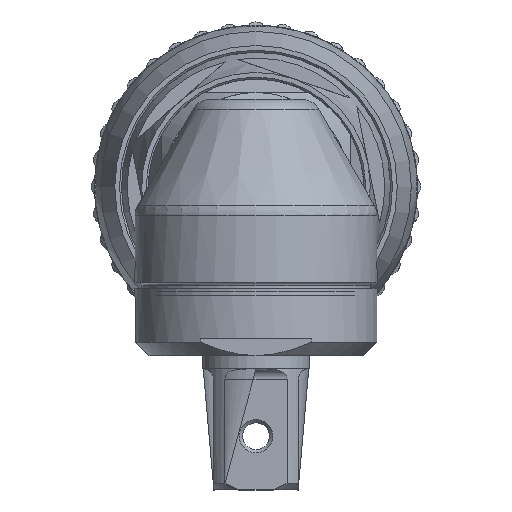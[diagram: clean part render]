
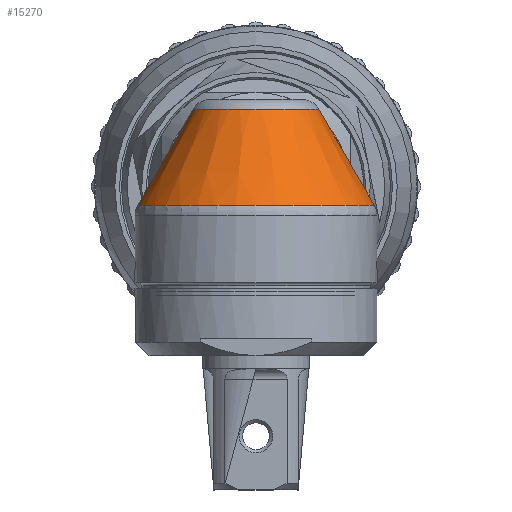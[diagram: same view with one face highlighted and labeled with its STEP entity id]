
A CAD part, front view. The second image highlights one B-rep face of the part: STEP entity #15270.
In plain terms, the highlighted conical face has half-angle 30 degrees and reference radius 13.25 mm.
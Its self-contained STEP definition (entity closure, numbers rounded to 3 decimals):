
#301=CONICAL_SURFACE('',#16331,13.25,30.);
#402=B_SPLINE_CURVE_WITH_KNOTS('',3,(#24373,#24374,#24375,#24376,#24377,
#24378,#24379,#24380,#24381,#24382,#24383,#24384,#24385,#24386),
 .UNSPECIFIED.,.F.,.F.,(4,2,2,2,2,2,4),(3.405,3.504,
3.603,3.8,4.194,4.589,4.852),
 .UNSPECIFIED.);
#403=B_SPLINE_CURVE_WITH_KNOTS('',3,(#24390,#24391,#24392,#24393,#24394,
#24395,#24396,#24397,#24398,#24399),.UNSPECIFIED.,.F.,.F.,(4,2,2,2,4),(-0.706,
-0.445,-0.222,-0.111,0.),
 .UNSPECIFIED.);
#404=B_SPLINE_CURVE_WITH_KNOTS('',3,(#24403,#24404,#24405,#24406,#24407,
#24408,#24409,#24410,#24411,#24412),.UNSPECIFIED.,.F.,.F.,(4,2,2,2,4),(3.174,
3.285,3.396,3.619,3.88),
 .UNSPECIFIED.);
#405=B_SPLINE_CURVE_WITH_KNOTS('',3,(#24415,#24416,#24417,#24418,#24419,
#24420,#24421,#24422,#24423,#24424,#24425,#24426,#24427,#24428),
 .UNSPECIFIED.,.F.,.F.,(4,2,2,2,2,2,4),(1.958,2.222,
2.616,3.011,3.208,3.307,3.405),
 .UNSPECIFIED.);
#1492=LINE('',#24388,#2359);
#1493=LINE('',#24414,#2360);
#2359=VECTOR('',#18737,10.);
#2360=VECTOR('',#18740,10.);
#3173=FACE_OUTER_BOUND('',#4164,.T.);
#4164=EDGE_LOOP('',(#10320,#10321,#10322,#10323,#10324,#10325,#10326,#10327));
#5314=CIRCLE('',#16329,17.598);
#5316=CIRCLE('',#16332,9.366);
#6436=VERTEX_POINT('',#24352);
#6437=VERTEX_POINT('',#24361);
#6439=VERTEX_POINT('',#24372);
#6440=VERTEX_POINT('',#24387);
#6441=VERTEX_POINT('',#24389);
#6442=VERTEX_POINT('',#24400);
#6443=VERTEX_POINT('',#24402);
#6444=VERTEX_POINT('',#24413);
#7943=EDGE_CURVE('',#6436,#6437,#5314,.T.);
#7946=EDGE_CURVE('',#6439,#6436,#402,.T.);
#7947=EDGE_CURVE('',#6440,#6439,#1492,.T.);
#7948=EDGE_CURVE('',#6441,#6440,#403,.T.);
#7949=EDGE_CURVE('',#6442,#6441,#5316,.T.);
#7950=EDGE_CURVE('',#6443,#6442,#404,.T.);
#7951=EDGE_CURVE('',#6444,#6443,#1493,.T.);
#7952=EDGE_CURVE('',#6437,#6444,#405,.T.);
#10320=ORIENTED_EDGE('',*,*,#7943,.F.);
#10321=ORIENTED_EDGE('',*,*,#7946,.F.);
#10322=ORIENTED_EDGE('',*,*,#7947,.F.);
#10323=ORIENTED_EDGE('',*,*,#7948,.F.);
#10324=ORIENTED_EDGE('',*,*,#7949,.F.);
#10325=ORIENTED_EDGE('',*,*,#7950,.F.);
#10326=ORIENTED_EDGE('',*,*,#7951,.F.);
#10327=ORIENTED_EDGE('',*,*,#7952,.F.);
#15270=ADVANCED_FACE('',(#3173),#301,.T.);
#16329=AXIS2_PLACEMENT_3D('',#24362,#18731,#18732);
#16331=AXIS2_PLACEMENT_3D('',#24371,#18735,#18736);
#16332=AXIS2_PLACEMENT_3D('',#24401,#18738,#18739);
#18731=DIRECTION('center_axis',(0.,0.,
-1.));
#18732=DIRECTION('ref_axis',(0.,-1.,0.));
#18735=DIRECTION('center_axis',(0.,0.,
-1.));
#18736=DIRECTION('ref_axis',(0.,-1.,0.));
#18737=DIRECTION('',(0.5,0.,-0.866));
#18738=DIRECTION('center_axis',(0.,0.,
1.));
#18739=DIRECTION('ref_axis',(0.,-1.,0.));
#18740=DIRECTION('',(0.5,0.,0.866));
#24352=CARTESIAN_POINT('',(13.726,11.014,-2.758));
#24361=CARTESIAN_POINT('',(-13.726,11.014,-2.758));
#24362=CARTESIAN_POINT('Origin',(0.,0.,
-2.758));
#24371=CARTESIAN_POINT('Origin',(0.,0.,
4.773));
#24372=CARTESIAN_POINT('',(12.987,0.,5.228));
#24373=CARTESIAN_POINT('Ctrl Pts',(12.987,0.,
5.228));
#24374=CARTESIAN_POINT('Ctrl Pts',(12.987,0.329,5.228));
#24375=CARTESIAN_POINT('Ctrl Pts',(13.015,0.611,5.159));
#24376=CARTESIAN_POINT('Ctrl Pts',(13.087,1.139,4.974));
#24377=CARTESIAN_POINT('Ctrl Pts',(13.132,1.383,4.855));
#24378=CARTESIAN_POINT('Ctrl Pts',(13.274,2.102,4.459));
#24379=CARTESIAN_POINT('Ctrl Pts',(13.377,2.557,4.146));
#24380=CARTESIAN_POINT('Ctrl Pts',(13.665,3.962,3.126));
#24381=CARTESIAN_POINT('Ctrl Pts',(13.826,4.922,2.348));
#24382=CARTESIAN_POINT('Ctrl Pts',(14.006,6.916,0.71));
#24383=CARTESIAN_POINT('Ctrl Pts',(14.026,7.945,-0.155));
#24384=CARTESIAN_POINT('Ctrl Pts',(13.92,9.657,-1.604));
#24385=CARTESIAN_POINT('Ctrl Pts',(13.841,10.342,-2.185));
#24386=CARTESIAN_POINT('Ctrl Pts',(13.726,11.014,-2.758));
#24387=CARTESIAN_POINT('',(11.021,0.,8.634));
#24388=CARTESIAN_POINT('',(13.25,0.,4.773));
#24389=CARTESIAN_POINT('',(7.984,4.896,11.5));
#24390=CARTESIAN_POINT('Ctrl Pts',(7.984,4.896,11.5));
#24391=CARTESIAN_POINT('Ctrl Pts',(8.581,4.381,11.086));
#24392=CARTESIAN_POINT('Ctrl Pts',(9.118,3.819,10.642));
#24393=CARTESIAN_POINT('Ctrl Pts',(9.962,2.752,9.851));
#24394=CARTESIAN_POINT('Ctrl Pts',(10.287,2.262,9.505));
#24395=CARTESIAN_POINT('Ctrl Pts',(10.673,1.494,9.063));
#24396=CARTESIAN_POINT('Ctrl Pts',(10.784,1.235,8.929));
#24397=CARTESIAN_POINT('Ctrl Pts',(10.956,0.672,8.717));
#24398=CARTESIAN_POINT('Ctrl Pts',(11.021,0.371,8.634));
#24399=CARTESIAN_POINT('Ctrl Pts',(11.021,0.,
8.634));
#24400=CARTESIAN_POINT('',(-7.984,4.896,11.5));
#24401=CARTESIAN_POINT('Origin',(0.,0.,
11.5));
#24402=CARTESIAN_POINT('',(-11.021,0.,8.634));
#24403=CARTESIAN_POINT('Ctrl Pts',(-11.021,0.,
8.634));
#24404=CARTESIAN_POINT('Ctrl Pts',(-11.021,0.371,
8.634));
#24405=CARTESIAN_POINT('Ctrl Pts',(-10.956,0.672,8.717));
#24406=CARTESIAN_POINT('Ctrl Pts',(-10.784,1.235,8.929));
#24407=CARTESIAN_POINT('Ctrl Pts',(-10.673,1.494,9.063));
#24408=CARTESIAN_POINT('Ctrl Pts',(-10.287,2.262,9.505));
#24409=CARTESIAN_POINT('Ctrl Pts',(-9.962,2.752,9.851));
#24410=CARTESIAN_POINT('Ctrl Pts',(-9.118,3.819,10.642));
#24411=CARTESIAN_POINT('Ctrl Pts',(-8.581,4.381,11.086));
#24412=CARTESIAN_POINT('Ctrl Pts',(-7.984,4.896,11.5));
#24413=CARTESIAN_POINT('',(-12.987,0.,5.228));
#24414=CARTESIAN_POINT('',(-13.25,0.,4.773));
#24415=CARTESIAN_POINT('Ctrl Pts',(-13.726,11.014,-2.758));
#24416=CARTESIAN_POINT('Ctrl Pts',(-13.841,10.342,-2.185));
#24417=CARTESIAN_POINT('Ctrl Pts',(-13.92,9.657,-1.604));
#24418=CARTESIAN_POINT('Ctrl Pts',(-14.026,7.945,-0.155));
#24419=CARTESIAN_POINT('Ctrl Pts',(-14.006,6.916,0.71));
#24420=CARTESIAN_POINT('Ctrl Pts',(-13.826,4.922,2.348));
#24421=CARTESIAN_POINT('Ctrl Pts',(-13.665,3.962,3.126));
#24422=CARTESIAN_POINT('Ctrl Pts',(-13.377,2.557,4.146));
#24423=CARTESIAN_POINT('Ctrl Pts',(-13.274,2.102,4.459));
#24424=CARTESIAN_POINT('Ctrl Pts',(-13.132,1.383,4.855));
#24425=CARTESIAN_POINT('Ctrl Pts',(-13.087,1.139,4.974));
#24426=CARTESIAN_POINT('Ctrl Pts',(-13.015,0.611,
5.159));
#24427=CARTESIAN_POINT('Ctrl Pts',(-12.987,0.329,
5.228));
#24428=CARTESIAN_POINT('Ctrl Pts',(-12.987,0.,
5.228));
